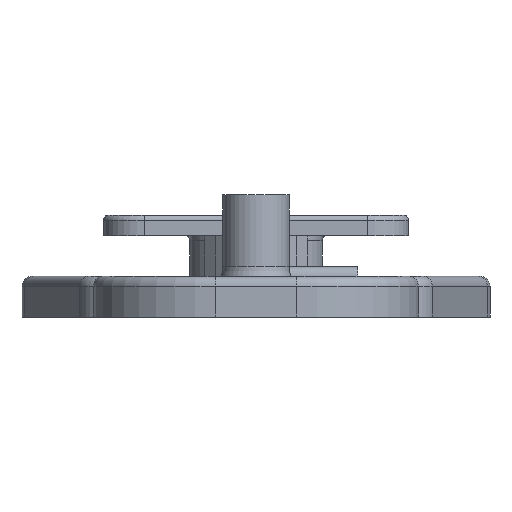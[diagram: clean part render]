
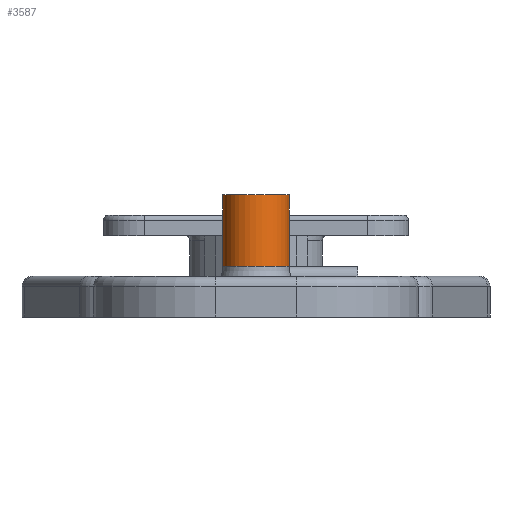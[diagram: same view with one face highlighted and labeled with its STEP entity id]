
A CAD part, front view. The second image highlights one B-rep face of the part: STEP entity #3587.
In plain terms, the highlighted cylindrical face has radius 3.25 mm (diameter 6.5 mm), a full revolution.
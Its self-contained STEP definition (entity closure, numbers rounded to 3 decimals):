
#127=CIRCLE('',#3696,3.25);
#128=CIRCLE('',#3697,3.25);
#296=CIRCLE('',#4000,3.25);
#553=FACE_OUTER_BOUND('',#778,.T.);
#778=EDGE_LOOP('',(#3013,#3014,#3015,#3016,#3017));
#1037=LINE('',#6670,#1274);
#1274=VECTOR('',#4967,3.25);
#1406=VERTEX_POINT('',#5407);
#1407=VERTEX_POINT('',#5409);
#1644=VERTEX_POINT('',#6668);
#1747=EDGE_CURVE('',#1406,#1407,#127,.T.);
#1748=EDGE_CURVE('',#1407,#1406,#128,.T.);
#2120=EDGE_CURVE('',#1644,#1644,#296,.T.);
#2121=EDGE_CURVE('',#1644,#1407,#1037,.T.);
#3013=ORIENTED_EDGE('',*,*,#2120,.T.);
#3014=ORIENTED_EDGE('',*,*,#2121,.T.);
#3015=ORIENTED_EDGE('',*,*,#1747,.F.);
#3016=ORIENTED_EDGE('',*,*,#1748,.F.);
#3017=ORIENTED_EDGE('',*,*,#2121,.F.);
#3410=CYLINDRICAL_SURFACE('',#3999,3.25);
#3587=ADVANCED_FACE('',(#553),#3410,.T.);
#3696=AXIS2_PLACEMENT_3D('',#5410,#4193,#4194);
#3697=AXIS2_PLACEMENT_3D('',#5411,#4195,#4196);
#3999=AXIS2_PLACEMENT_3D('',#6667,#4963,#4964);
#4000=AXIS2_PLACEMENT_3D('',#6669,#4965,#4966);
#4193=DIRECTION('center_axis',(0.,0.,-1.));
#4194=DIRECTION('ref_axis',(-1.,0.,0.));
#4195=DIRECTION('center_axis',(0.,0.,-1.));
#4196=DIRECTION('ref_axis',(-1.,0.,0.));
#4963=DIRECTION('center_axis',(0.,0.,1.));
#4964=DIRECTION('ref_axis',(-1.,0.,0.));
#4965=DIRECTION('center_axis',(0.,0.,-1.));
#4966=DIRECTION('ref_axis',(-1.,0.,0.));
#4967=DIRECTION('',(0.,0.,-1.));
#5407=CARTESIAN_POINT('',(-3.25,-44.,5.));
#5409=CARTESIAN_POINT('',(3.25,-44.,5.));
#5410=CARTESIAN_POINT('Origin',(0.,-44.,5.));
#5411=CARTESIAN_POINT('Origin',(0.,-44.,5.));
#6667=CARTESIAN_POINT('Origin',(0.,-44.,3.));
#6668=CARTESIAN_POINT('',(3.25,-44.,12.));
#6669=CARTESIAN_POINT('Origin',(0.,-44.,12.));
#6670=CARTESIAN_POINT('',(3.25,-44.,3.));
